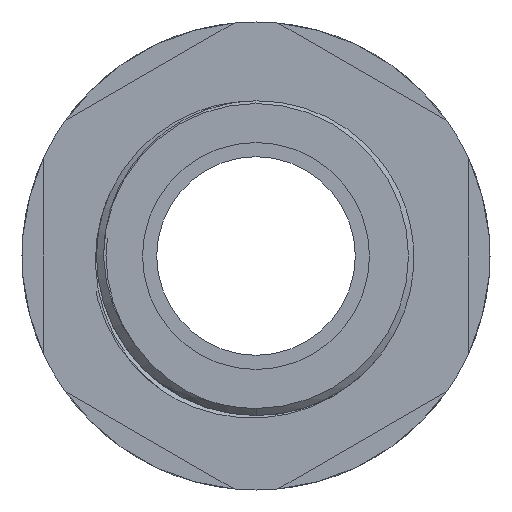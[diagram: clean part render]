
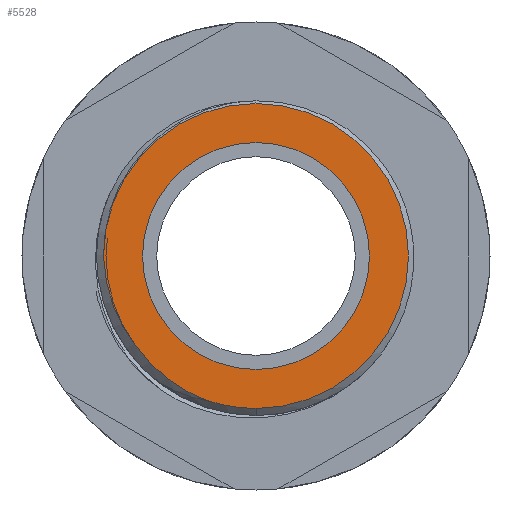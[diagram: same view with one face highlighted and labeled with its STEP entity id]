
A CAD part, front view. The second image highlights one B-rep face of the part: STEP entity #5528.
In plain terms, the highlighted planar face has unit normal (0, -1, 0).
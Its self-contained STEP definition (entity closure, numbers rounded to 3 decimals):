
#150 = CARTESIAN_POINT ( 'NONE',  ( -5.731, -10., -9.027 ) ) ;
#495 = B_SPLINE_CURVE_WITH_KNOTS ( 'NONE', 3,
 ( #8402, #9332, #4800, #11060, #5760, #150, #6714, #1082, #7648, #1989, #8520, #2931 ),
 .UNSPECIFIED., .F., .F.,
 ( 4, 2, 2, 2, 2, 4 ),
 ( 0., 0.002, 0.003, 0.005, 0.006, 0.007 ),
 .UNSPECIFIED. ) ;
#1082 = CARTESIAN_POINT ( 'NONE',  ( -4.502, -10., -9.726 ) ) ;
#1247 = FACE_OUTER_BOUND ( 'NONE', #10066, .T. ) ;
#1283 = CARTESIAN_POINT ( 'NONE',  ( 0., -10., -8. ) ) ;
#1837 = DIRECTION ( 'NONE',  ( 0., -1., 0. ) ) ;
#1989 = CARTESIAN_POINT ( 'NONE',  ( -3.722, -10., -10.074 ) ) ;
#2167 = CARTESIAN_POINT ( 'NONE',  ( 0., -10., 0. ) ) ;
#2338 = AXIS2_PLACEMENT_3D ( 'NONE', #5056, #11277, #6001 ) ;
#2491 = CARTESIAN_POINT ( 'NONE',  ( 0., -10., -10.75 ) ) ;
#2699 = VERTEX_POINT ( 'NONE', #8044 ) ;
#2768 = EDGE_CURVE ( 'NONE', #4703, #10376, #6972, .T. ) ;
#2931 = CARTESIAN_POINT ( 'NONE',  ( -3.192, -10., -10.265 ) ) ;
#2971 = DIRECTION ( 'NONE',  ( 0., -1., 0. ) ) ;
#3014 = AXIS2_PLACEMENT_3D ( 'NONE', #3059, #9489, #4015 ) ;
#3059 = CARTESIAN_POINT ( 'NONE',  ( 0., -10., 0. ) ) ;
#3127 = DIRECTION ( 'NONE',  ( 0., 0., -1. ) ) ;
#3407 = CARTESIAN_POINT ( 'NONE',  ( -8.537, -10., -6.249 ) ) ;
#3670 = CIRCLE ( 'NONE', #3014, 10.75 ) ;
#3696 = FACE_BOUND ( 'NONE', #8986, .T. ) ;
#4015 = DIRECTION ( 'NONE',  ( 0., 0., 1. ) ) ;
#4114 = ORIENTED_EDGE ( 'NONE', *, *, #4423, .T. ) ;
#4423 = EDGE_CURVE ( 'NONE', #9817, #4703, #6403, .T. ) ;
#4614 = EDGE_CURVE ( 'NONE', #7517, #9817, #10279, .T. ) ;
#4634 = VERTEX_POINT ( 'NONE', #1283 ) ;
#4703 = VERTEX_POINT ( 'NONE', #8490 ) ;
#4800 = CARTESIAN_POINT ( 'NONE',  ( -7.851, -10., -7.157 ) ) ;
#4896 = CIRCLE ( 'NONE', #7753, 8. ) ;
#5056 = CARTESIAN_POINT ( 'NONE',  ( 0., -10., 0. ) ) ;
#5136 = CARTESIAN_POINT ( 'NONE',  ( 0., -10., 10.75 ) ) ;
#5266 = ORIENTED_EDGE ( 'NONE', *, *, #4614, .T. ) ;
#5272 = DIRECTION ( 'NONE',  ( 0., 1., 0. ) ) ;
#5385 = AXIS2_PLACEMENT_3D ( 'NONE', #2167, #8688, #3127 ) ;
#5399 = ORIENTED_EDGE ( 'NONE', *, *, #6835, .F. ) ;
#5528 = ADVANCED_FACE ( 'NONE', ( #3696, #1247 ), #9727, .F. ) ;
#5760 = CARTESIAN_POINT ( 'NONE',  ( -6.632, -10., -8.352 ) ) ;
#5766 = CIRCLE ( 'NONE', #5385, 8. ) ;
#6001 = DIRECTION ( 'NONE',  ( 0., 0., 1. ) ) ;
#6223 = ORIENTED_EDGE ( 'NONE', *, *, #8848, .T. ) ;
#6403 = CIRCLE ( 'NONE', #7652, 10.75 ) ;
#6714 = CARTESIAN_POINT ( 'NONE',  ( -5.255, -10., -9.329 ) ) ;
#6835 = EDGE_CURVE ( 'NONE', #4634, #2699, #5766, .T. ) ;
#6860 = CARTESIAN_POINT ( 'NONE',  ( -10.75, -10., -0.001 ) ) ;
#6972 = B_SPLINE_CURVE_WITH_KNOTS ( 'NONE', 3,
 ( #6860, #10842, #10047, #10011, #9979, #9937, #9677, #9607, #9570, #9460 ),
 .UNSPECIFIED., .F., .F.,
 ( 4, 2, 2, 2, 4 ),
 ( 0.015, 0.017, 0.018, 0.02, 0.022 ),
 .UNSPECIFIED. ) ;
#7484 = CARTESIAN_POINT ( 'NONE',  ( 0., -10., 0. ) ) ;
#7517 = VERTEX_POINT ( 'NONE', #2491 ) ;
#7557 = ORIENTED_EDGE ( 'NONE', *, *, #2768, .T. ) ;
#7648 = CARTESIAN_POINT ( 'NONE',  ( -4.243, -10., -9.85 ) ) ;
#7652 = AXIS2_PLACEMENT_3D ( 'NONE', #8554, #2971, #9408 ) ;
#7682 = EDGE_CURVE ( 'NONE', #2699, #4634, #4896, .T. ) ;
#7753 = AXIS2_PLACEMENT_3D ( 'NONE', #7484, #1837, #8374 ) ;
#8044 = CARTESIAN_POINT ( 'NONE',  ( 0., -10., 8. ) ) ;
#8066 = ORIENTED_EDGE ( 'NONE', *, *, #8790, .T. ) ;
#8374 = DIRECTION ( 'NONE',  ( 0., 0., -1. ) ) ;
#8402 = CARTESIAN_POINT ( 'NONE',  ( -8.537, -10., -6.249 ) ) ;
#8490 = CARTESIAN_POINT ( 'NONE',  ( -10.75, -10., -0.001 ) ) ;
#8520 = CARTESIAN_POINT ( 'NONE',  ( -3.459, -10., -10.175 ) ) ;
#8554 = CARTESIAN_POINT ( 'NONE',  ( 0., -10., 0. ) ) ;
#8688 = DIRECTION ( 'NONE',  ( 0., -1., 0. ) ) ;
#8790 = EDGE_CURVE ( 'NONE', #10376, #10345, #495, .T. ) ;
#8848 = EDGE_CURVE ( 'NONE', #10345, #7517, #3670, .T. ) ;
#8902 = CARTESIAN_POINT ( 'NONE',  ( 0., -10., 0. ) ) ;
#8986 = EDGE_LOOP ( 'NONE', ( #5399, #10774 ) ) ;
#9332 = CARTESIAN_POINT ( 'NONE',  ( -8.212, -10., -6.718 ) ) ;
#9408 = DIRECTION ( 'NONE',  ( 0., 0., 1. ) ) ;
#9460 = CARTESIAN_POINT ( 'NONE',  ( -8.537, -10., -6.249 ) ) ;
#9489 = DIRECTION ( 'NONE',  ( 0., -1., 0. ) ) ;
#9570 = CARTESIAN_POINT ( 'NONE',  ( -8.883, -10., -5.801 ) ) ;
#9607 = CARTESIAN_POINT ( 'NONE',  ( -9.193, -10., -5.325 ) ) ;
#9677 = CARTESIAN_POINT ( 'NONE',  ( -9.731, -10., -4.334 ) ) ;
#9727 = PLANE ( 'NONE',  #11601 ) ;
#9817 = VERTEX_POINT ( 'NONE', #5136 ) ;
#9937 = CARTESIAN_POINT ( 'NONE',  ( -9.958, -10., -3.824 ) ) ;
#9979 = CARTESIAN_POINT ( 'NONE',  ( -10.33, -10., -2.771 ) ) ;
#10011 = CARTESIAN_POINT ( 'NONE',  ( -10.475, -10., -2.229 ) ) ;
#10047 = CARTESIAN_POINT ( 'NONE',  ( -10.68, -10., -1.116 ) ) ;
#10066 = EDGE_LOOP ( 'NONE', ( #6223, #5266, #4114, #7557, #8066 ) ) ;
#10279 = CIRCLE ( 'NONE', #2338, 10.75 ) ;
#10345 = VERTEX_POINT ( 'NONE', #10602 ) ;
#10376 = VERTEX_POINT ( 'NONE', #3407 ) ;
#10602 = CARTESIAN_POINT ( 'NONE',  ( -3.192, -10., -10.265 ) ) ;
#10774 = ORIENTED_EDGE ( 'NONE', *, *, #7682, .F. ) ;
#10842 = CARTESIAN_POINT ( 'NONE',  ( -10.737, -10., -0.559 ) ) ;
#11060 = CARTESIAN_POINT ( 'NONE',  ( -7.058, -10., -7.977 ) ) ;
#11277 = DIRECTION ( 'NONE',  ( 0., -1., 0. ) ) ;
#11476 = DIRECTION ( 'NONE',  ( 0., 0., 1. ) ) ;
#11601 = AXIS2_PLACEMENT_3D ( 'NONE', #8902, #5272, #11476 ) ;
